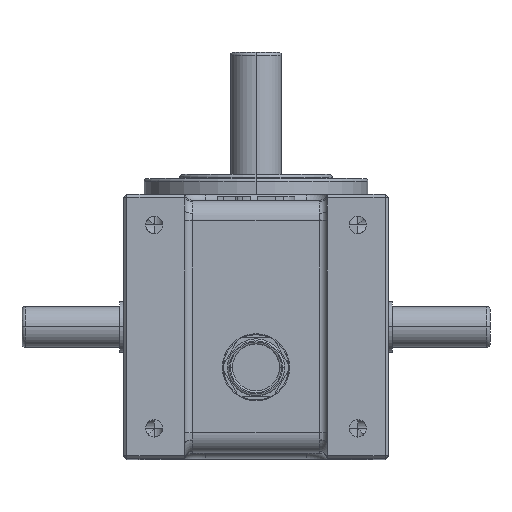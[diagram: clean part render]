
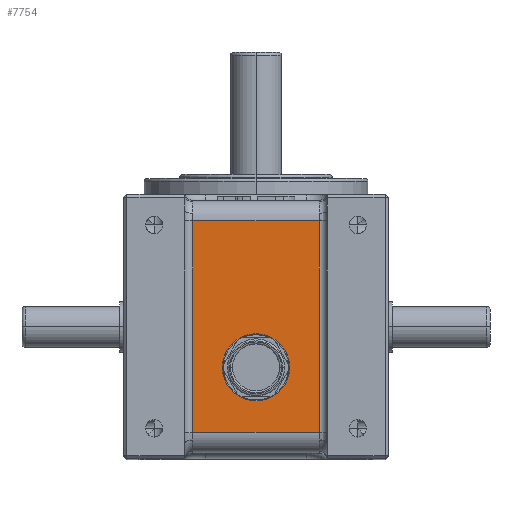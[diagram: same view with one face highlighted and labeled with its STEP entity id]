
A CAD part, top view. The second image highlights one B-rep face of the part: STEP entity #7754.
In plain terms, the highlighted planar face has unit normal (0, 0, 1).
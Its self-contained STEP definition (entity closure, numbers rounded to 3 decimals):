
#1449 = AXIS2_PLACEMENT_3D ( 'NONE', #6932, #4219, #14422 ) ;
#1591 = AXIS2_PLACEMENT_3D ( 'NONE', #16992, #18402, #18545 ) ;
#1850 = EDGE_LOOP ( 'NONE', ( #15584, #10512 ) ) ;
#2088 = VECTOR ( 'NONE', #5188, 1000. ) ;
#2159 = PLANE ( 'NONE',  #1591 ) ;
#2279 = DIRECTION ( 'NONE',  ( 1., 0., 0. ) ) ;
#2570 = CARTESIAN_POINT ( 'NONE',  ( -48.5, 45., -3. ) ) ;
#3059 = CARTESIAN_POINT ( 'NONE',  ( -30., 13., -3. ) ) ;
#4219 = DIRECTION ( 'NONE',  ( 0., 0., 1. ) ) ;
#4535 = CARTESIAN_POINT ( 'NONE',  ( -96.127, 13., -3. ) ) ;
#4611 = ORIENTED_EDGE ( 'NONE', *, *, #13452, .T. ) ;
#5188 = DIRECTION ( 'NONE',  ( 0., -1., 0. ) ) ;
#5793 = VECTOR ( 'NONE', #6577, 1000. ) ;
#5813 = CARTESIAN_POINT ( 'NONE',  ( -33.873, 13., -3. ) ) ;
#6032 = EDGE_LOOP ( 'NONE', ( #6926, #12106, #6114, #4611 ) ) ;
#6114 = ORIENTED_EDGE ( 'NONE', *, *, #14023, .T. ) ;
#6451 = CARTESIAN_POINT ( 'NONE',  ( -33.873, 117., -3. ) ) ;
#6480 = EDGE_CURVE ( 'NONE', #7479, #16380, #19175, .T. ) ;
#6577 = DIRECTION ( 'NONE',  ( -1., 0., 0. ) ) ;
#6620 = EDGE_CURVE ( 'NONE', #16380, #7479, #12410, .T. ) ;
#6926 = ORIENTED_EDGE ( 'NONE', *, *, #9838, .T. ) ;
#6932 = CARTESIAN_POINT ( 'NONE',  ( -65., 45., -3. ) ) ;
#7130 = EDGE_CURVE ( 'NONE', #17253, #13349, #13561, .T. ) ;
#7479 = VERTEX_POINT ( 'NONE', #16341 ) ;
#7754 = ADVANCED_FACE ( 'NONE', ( #13774, #17287 ), #2159, .T. ) ;
#8264 = CARTESIAN_POINT ( 'NONE',  ( -65., 45., -3. ) ) ;
#9462 = VECTOR ( 'NONE', #13497, 1000. ) ;
#9838 = EDGE_CURVE ( 'NONE', #10064, #17253, #16738, .T. ) ;
#10064 = VERTEX_POINT ( 'NONE', #4535 ) ;
#10191 = AXIS2_PLACEMENT_3D ( 'NONE', #8264, #11215, #2279 ) ;
#10512 = ORIENTED_EDGE ( 'NONE', *, *, #6480, .F. ) ;
#10769 = CARTESIAN_POINT ( 'NONE',  ( -33.873, 13., -3. ) ) ;
#11215 = DIRECTION ( 'NONE',  ( 0., 0., 1. ) ) ;
#11697 = DIRECTION ( 'NONE',  ( 0., 1., 0. ) ) ;
#12106 = ORIENTED_EDGE ( 'NONE', *, *, #7130, .T. ) ;
#12410 = CIRCLE ( 'NONE', #1449, 16.5 ) ;
#13024 = LINE ( 'NONE', #18295, #5793 ) ;
#13211 = CARTESIAN_POINT ( 'NONE',  ( -96.127, 117., -3. ) ) ;
#13349 = VERTEX_POINT ( 'NONE', #6451 ) ;
#13452 = EDGE_CURVE ( 'NONE', #18286, #10064, #16696, .T. ) ;
#13497 = DIRECTION ( 'NONE',  ( 1., 0., 0. ) ) ;
#13561 = LINE ( 'NONE', #5813, #18461 ) ;
#13774 = FACE_BOUND ( 'NONE', #1850, .T. ) ;
#14023 = EDGE_CURVE ( 'NONE', #13349, #18286, #13024, .T. ) ;
#14422 = DIRECTION ( 'NONE',  ( 1., 0., 0. ) ) ;
#15584 = ORIENTED_EDGE ( 'NONE', *, *, #6620, .F. ) ;
#16341 = CARTESIAN_POINT ( 'NONE',  ( -81.5, 45., -3. ) ) ;
#16380 = VERTEX_POINT ( 'NONE', #2570 ) ;
#16696 = LINE ( 'NONE', #17021, #2088 ) ;
#16738 = LINE ( 'NONE', #3059, #9462 ) ;
#16992 = CARTESIAN_POINT ( 'NONE',  ( -100., 0., -3. ) ) ;
#17021 = CARTESIAN_POINT ( 'NONE',  ( -96.127, 117., -3. ) ) ;
#17253 = VERTEX_POINT ( 'NONE', #10769 ) ;
#17287 = FACE_OUTER_BOUND ( 'NONE', #6032, .T. ) ;
#18286 = VERTEX_POINT ( 'NONE', #13211 ) ;
#18295 = CARTESIAN_POINT ( 'NONE',  ( -100., 117., -3. ) ) ;
#18402 = DIRECTION ( 'NONE',  ( 0., 0., 1. ) ) ;
#18461 = VECTOR ( 'NONE', #11697, 1000. ) ;
#18545 = DIRECTION ( 'NONE',  ( 1., 0., 0. ) ) ;
#19175 = CIRCLE ( 'NONE', #10191, 16.5 ) ;
